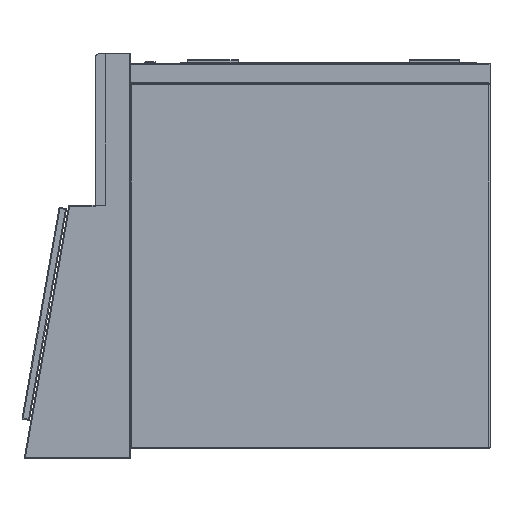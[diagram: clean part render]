
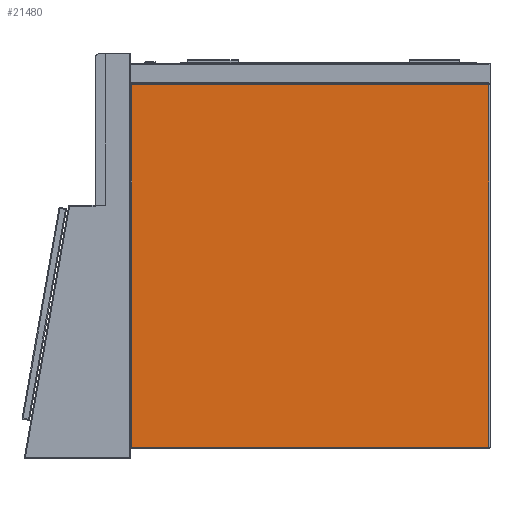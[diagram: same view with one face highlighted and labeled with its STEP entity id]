
A CAD part, left-side view. The second image highlights one B-rep face of the part: STEP entity #21480.
In plain terms, the highlighted planar face has unit normal (-1, 0, 0).
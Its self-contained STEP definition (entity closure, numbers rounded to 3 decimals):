
#418 = CARTESIAN_POINT ( 'NONE',  ( -660., -353., -42. ) ) ;
#840 = LINE ( 'NONE', #32221, #39005 ) ;
#856 = ORIENTED_EDGE ( 'NONE', *, *, #38388, .T. ) ;
#1336 = EDGE_CURVE ( 'NONE', #2786, #28555, #34801, .T. ) ;
#2786 = VERTEX_POINT ( 'NONE', #13729 ) ;
#7752 = VECTOR ( 'NONE', #31713, 1000. ) ;
#7830 = DIRECTION ( 'NONE',  ( 0., 1., 0. ) ) ;
#7841 = AXIS2_PLACEMENT_3D ( 'NONE', #36874, #8817, #37076 ) ;
#8817 = DIRECTION ( 'NONE',  ( -1., 0., 0. ) ) ;
#10106 = VERTEX_POINT ( 'NONE', #25564 ) ;
#12283 = VECTOR ( 'NONE', #39970, 1000. ) ;
#12711 = EDGE_LOOP ( 'NONE', ( #32271, #15030, #856, #23856 ) ) ;
#13729 = CARTESIAN_POINT ( 'NONE',  ( -660., -353., -758. ) ) ;
#15030 = ORIENTED_EDGE ( 'NONE', *, *, #15945, .T. ) ;
#15618 = CARTESIAN_POINT ( 'NONE',  ( -660., 353., -760. ) ) ;
#15945 = EDGE_CURVE ( 'NONE', #28555, #10106, #840, .T. ) ;
#17271 = VECTOR ( 'NONE', #28118, 1000. ) ;
#18430 = CARTESIAN_POINT ( 'NONE',  ( -660., -355., -758. ) ) ;
#19199 = CARTESIAN_POINT ( 'NONE',  ( -660., -353., -760. ) ) ;
#21480 = ADVANCED_FACE ( 'Fl�che7', ( #24381 ), #24171, .T. ) ;
#22181 = LINE ( 'NONE', #15618, #17271 ) ;
#23856 = ORIENTED_EDGE ( 'NONE', *, *, #36902, .T. ) ;
#24171 = PLANE ( 'NONE',  #7841 ) ;
#24381 = FACE_OUTER_BOUND ( 'NONE', #12711, .T. ) ;
#24602 = LINE ( 'NONE', #18430, #12283 ) ;
#25564 = CARTESIAN_POINT ( 'NONE',  ( -660., 353., -42. ) ) ;
#26370 = CARTESIAN_POINT ( 'NONE',  ( -660., 353., -758. ) ) ;
#28118 = DIRECTION ( 'NONE',  ( 0., 0., -1. ) ) ;
#28555 = VERTEX_POINT ( 'NONE', #418 ) ;
#31713 = DIRECTION ( 'NONE',  ( 0., 0., 1. ) ) ;
#32221 = CARTESIAN_POINT ( 'NONE',  ( -660., 355., -42. ) ) ;
#32271 = ORIENTED_EDGE ( 'NONE', *, *, #1336, .T. ) ;
#34801 = LINE ( 'NONE', #19199, #7752 ) ;
#36401 = VERTEX_POINT ( 'NONE', #26370 ) ;
#36874 = CARTESIAN_POINT ( 'NONE',  ( -660., -355., -760. ) ) ;
#36902 = EDGE_CURVE ( 'NONE', #36401, #2786, #24602, .T. ) ;
#37076 = DIRECTION ( 'NONE',  ( 0., 0., 1. ) ) ;
#38388 = EDGE_CURVE ( 'NONE', #10106, #36401, #22181, .T. ) ;
#39005 = VECTOR ( 'NONE', #7830, 1000. ) ;
#39970 = DIRECTION ( 'NONE',  ( 0., -1., 0. ) ) ;
